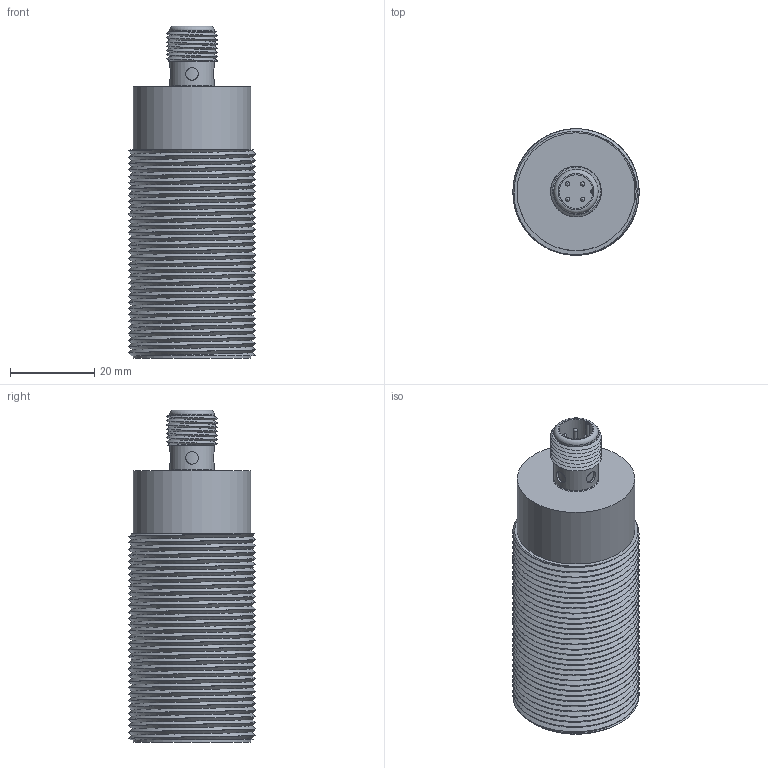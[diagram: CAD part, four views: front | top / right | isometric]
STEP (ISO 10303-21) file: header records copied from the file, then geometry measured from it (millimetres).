
FILE_DESCRIPTION(/* description */ (''),/* implementation_level */ '2;1');
FILE_NAME(/* name */ 'M30_B_STECKER_I1CF-M3016N-OEU4.stp',/* time_stamp */ '2021-08-12T13:38:10+02:00',/* author */ ('S. Sandt'),/* organization */ ('di-soric GmbH & Co. KG'),/* preprocessor_version */ 'ST-DEVELOPER v18.1',/* originating_system */ 'Autodesk Inventor 2021',/* authorisation */ '');
FILE_SCHEMA (('AUTOMOTIVE_DESIGN { 1 0 10303 214 3 1 1 }'));
Length unit declared in the file: millimetre
Products named in the file (1): Bauteil246
Bounding box: 30 x 30 x 78.9 mm (x, y, z)
Volume: 14081.2 mm3; surface area: 15806.7 mm2
Topology: 2 solids, 3 shells, 89 faces, 206 edges, 138 vertices
Faces by surface type: cylinder 57, plane 21, bspline 4, sphere 4, torus 3
Full cylindrical faces by diameter (mm): 1 x4, 3 x4, 8 x2, 9.4 x1, 10.5 x2, 10.538 x1, 26 x1, 28 x3, 30 x31
Entity records: 10081 total; most frequent: CARTESIAN_POINT 8181, ORIENTED_EDGE 404, DIRECTION 327, EDGE_CURVE 202, VERTEX_POINT 138, AXIS2_PLACEMENT_3D 137, EDGE_LOOP 108, B_SPLINE_CURVE_WITH_KNOTS 95
